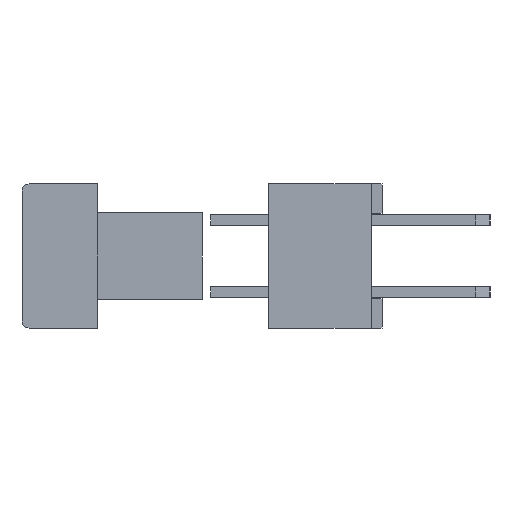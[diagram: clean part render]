
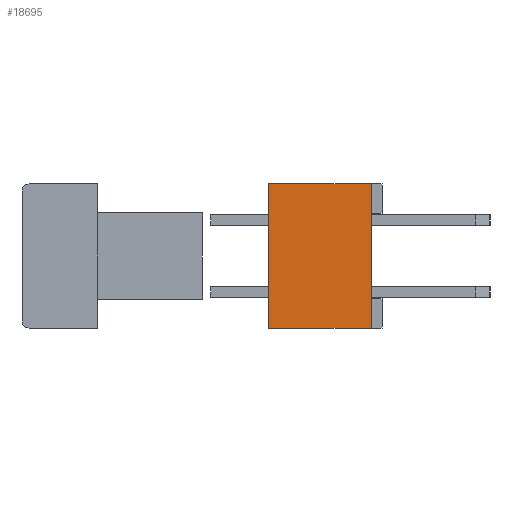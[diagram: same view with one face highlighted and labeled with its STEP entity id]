
A CAD part, left-side view. The second image highlights one B-rep face of the part: STEP entity #18695.
In plain terms, the highlighted planar face has unit normal (-1, 0, 0).
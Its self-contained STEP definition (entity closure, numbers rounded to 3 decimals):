
#6947=EDGE_CURVE('',#14163,#11163,#20766,.T.);
#10947=EDGE_CURVE('',#14509,#12719,#25136,.T.);
#11163=VERTEX_POINT('',#25372);
#12719=VERTEX_POINT('',#27064);
#14163=VERTEX_POINT('',#28649);
#14509=VERTEX_POINT('',#29027);
#18651=EDGE_CURVE('',#12719,#11163,#33560,.T.);
#18657=EDGE_CURVE('',#14163,#14509,#33567,.T.);
#18695=ADVANCED_FACE('',(#33610),#33611,.F.);
#20766=LINE('',#35889,#35890);
#25136=LINE('',#42092,#42093);
#25372=CARTESIAN_POINT('',(-15.1,3.15,-2.0));
#27064=CARTESIAN_POINT('',(-15.1,0.3,-2.0));
#28649=CARTESIAN_POINT('',(-15.1,3.15,2.0));
#29027=CARTESIAN_POINT('',(-15.1,0.3,2.0));
#33560=LINE('',#54065,#54066);
#33567=LINE('',#54076,#54077);
#33610=FACE_OUTER_BOUND('',#54133,.T.);
#33611=PLANE('',#54134);
#35889=CARTESIAN_POINT('',(-15.1,3.15,0.0));
#35890=VECTOR('',#57316,1.0);
#42092=CARTESIAN_POINT('',(-15.1,0.3,0.0));
#42093=VECTOR('',#61895,1.0);
#54065=CARTESIAN_POINT('',(-15.1,1.725,-2.0));
#54066=VECTOR('',#70649,1.0);
#54076=CARTESIAN_POINT('',(-15.1,1.725,2.0));
#54077=VECTOR('',#70659,1.0);
#54133=EDGE_LOOP('',(#70715,#70716,#70717,#70718));
#54134=AXIS2_PLACEMENT_3D('',#70719,#70720,#70721);
#57316=DIRECTION('',(0.0,0.0,-1.0));
#61895=DIRECTION('',(0.0,0.0,-1.0));
#70649=DIRECTION('',(0.0,1.0,0.0));
#70659=DIRECTION('',(0.0,-1.0,0.0));
#70715=ORIENTED_EDGE('',*,*,#6947,.T.);
#70716=ORIENTED_EDGE('',*,*,#18651,.F.);
#70717=ORIENTED_EDGE('',*,*,#10947,.F.);
#70718=ORIENTED_EDGE('',*,*,#18657,.F.);
#70719=CARTESIAN_POINT('',(-15.1,1.725,0.0));
#70720=DIRECTION('',(1.0,0.0,0.0));
#70721=DIRECTION('',(0.0,0.0,-1.0));
